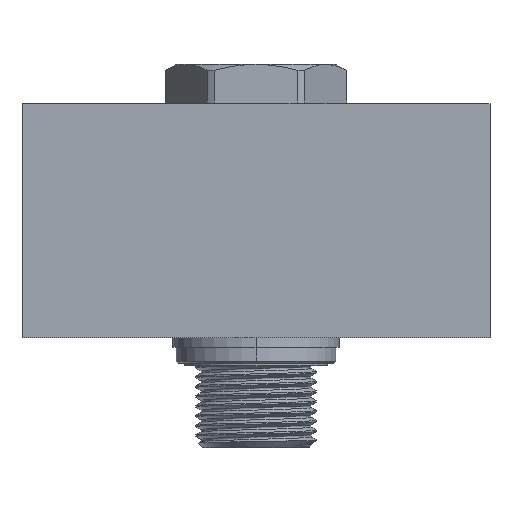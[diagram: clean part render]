
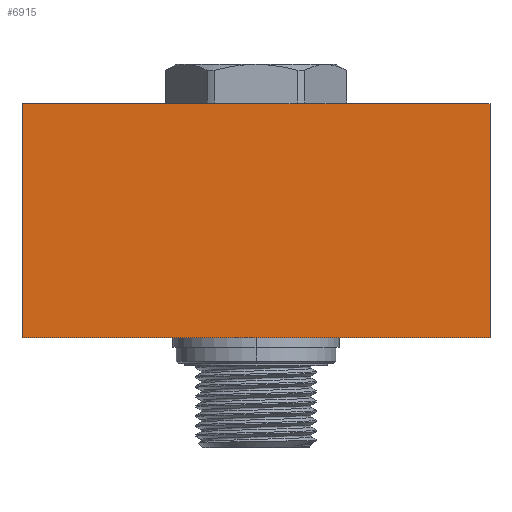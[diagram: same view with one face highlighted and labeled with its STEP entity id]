
A CAD part, front view. The second image highlights one B-rep face of the part: STEP entity #6915.
In plain terms, the highlighted planar face has unit normal (0, -1, 0).
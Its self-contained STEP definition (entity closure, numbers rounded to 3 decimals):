
#212 = DIRECTION ( 'NONE',  ( 0., 0., 1. ) ) ;
#536 = CARTESIAN_POINT ( 'NONE',  ( 0., -80., 32. ) ) ;
#871 = DIRECTION ( 'NONE',  ( 0., 0., 1. ) ) ;
#945 = CARTESIAN_POINT ( 'NONE',  ( 0., -80., 32. ) ) ;
#1764 = EDGE_CURVE ( 'NONE', #5568, #12568, #16652, .T. ) ;
#2237 = VECTOR ( 'NONE', #3742, 1000. ) ;
#2409 = FACE_OUTER_BOUND ( 'NONE', #19420, .T. ) ;
#2585 = AXIS2_PLACEMENT_3D ( 'NONE', #945, #4313, #871 ) ;
#3210 = CARTESIAN_POINT ( 'NONE',  ( 64., -80., 0. ) ) ;
#3601 = VERTEX_POINT ( 'NONE', #536 ) ;
#3742 = DIRECTION ( 'NONE',  ( 1., 0., 0. ) ) ;
#4079 = EDGE_CURVE ( 'NONE', #20113, #5568, #21213, .T. ) ;
#4313 = DIRECTION ( 'NONE',  ( 0., 1., 0. ) ) ;
#5153 = CARTESIAN_POINT ( 'NONE',  ( 0., -80., 32. ) ) ;
#5335 = LINE ( 'NONE', #20314, #16664 ) ;
#5568 = VERTEX_POINT ( 'NONE', #21693 ) ;
#6020 = PLANE ( 'NONE',  #2585 ) ;
#6915 = ADVANCED_FACE ( 'NONE', ( #2409 ), #6020, .F. ) ;
#8020 = LINE ( 'NONE', #5153, #2237 ) ;
#8843 = VECTOR ( 'NONE', #16799, 1000. ) ;
#8910 = ORIENTED_EDGE ( 'NONE', *, *, #1764, .F. ) ;
#9043 = ORIENTED_EDGE ( 'NONE', *, *, #4079, .F. ) ;
#11901 = CARTESIAN_POINT ( 'NONE',  ( 0., -80., 0. ) ) ;
#12568 = VERTEX_POINT ( 'NONE', #13390 ) ;
#13390 = CARTESIAN_POINT ( 'NONE',  ( 0., -80., 0. ) ) ;
#15271 = DIRECTION ( 'NONE',  ( -1., 0., 0. ) ) ;
#15397 = EDGE_CURVE ( 'NONE', #12568, #3601, #5335, .T. ) ;
#16652 = LINE ( 'NONE', #11901, #19288 ) ;
#16664 = VECTOR ( 'NONE', #212, 1000. ) ;
#16799 = DIRECTION ( 'NONE',  ( 0., 0., -1. ) ) ;
#16875 = ORIENTED_EDGE ( 'NONE', *, *, #15397, .F. ) ;
#17565 = ORIENTED_EDGE ( 'NONE', *, *, #21624, .F. ) ;
#19288 = VECTOR ( 'NONE', #15271, 1000. ) ;
#19420 = EDGE_LOOP ( 'NONE', ( #16875, #8910, #9043, #17565 ) ) ;
#19488 = CARTESIAN_POINT ( 'NONE',  ( 64., -80., 32. ) ) ;
#20113 = VERTEX_POINT ( 'NONE', #19488 ) ;
#20314 = CARTESIAN_POINT ( 'NONE',  ( 0., -80., 0. ) ) ;
#21213 = LINE ( 'NONE', #3210, #8843 ) ;
#21624 = EDGE_CURVE ( 'NONE', #3601, #20113, #8020, .T. ) ;
#21693 = CARTESIAN_POINT ( 'NONE',  ( 64., -80., 0. ) ) ;
